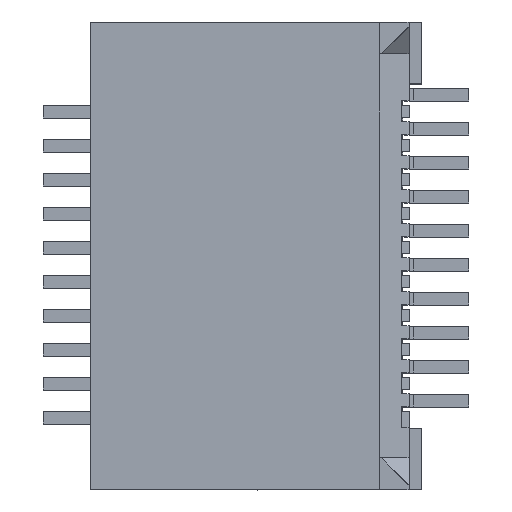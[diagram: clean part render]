
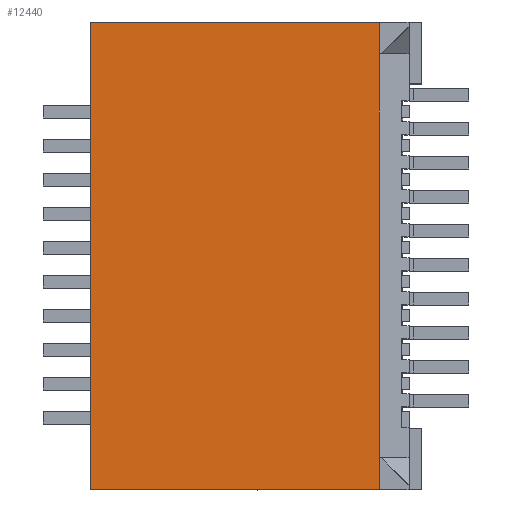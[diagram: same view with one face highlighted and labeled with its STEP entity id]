
A CAD part, top view. The second image highlights one B-rep face of the part: STEP entity #12440.
In plain terms, the highlighted planar face has unit normal (0, 0, 1).
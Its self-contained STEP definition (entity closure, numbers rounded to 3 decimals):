
#1988 = PLANE('',#1989);
#1989 = AXIS2_PLACEMENT_3D('',#1990,#1991,#1992);
#1990 = CARTESIAN_POINT('',(-3.9,5.5,0.1));
#1991 = DIRECTION('',(0.,1.,0.));
#1992 = DIRECTION('',(-1.,0.,0.));
#2016 = PLANE('',#2017);
#2017 = AXIS2_PLACEMENT_3D('',#2018,#2019,#2020);
#2018 = CARTESIAN_POINT('',(-3.9,5.5,5.4));
#2019 = DIRECTION('',(1.,0.,0.));
#2020 = DIRECTION('',(0.,0.,-1.));
#3594 = PLANE('',#3595);
#3595 = AXIS2_PLACEMENT_3D('',#3596,#3597,#3598);
#3596 = CARTESIAN_POINT('',(-3.9,-5.5,0.1));
#3597 = DIRECTION('',(0.,1.,0.));
#3598 = DIRECTION('',(-1.,0.,0.));
#4472 = VERTEX_POINT('',#4473);
#4473 = CARTESIAN_POINT('',(-3.9,5.5,5.4));
#4494 = EDGE_CURVE('',#4495,#4472,#4497,.T.);
#4495 = VERTEX_POINT('',#4496);
#4496 = CARTESIAN_POINT('',(2.9,5.5,5.4));
#4497 = SURFACE_CURVE('',#4498,(#4502,#4509),.PCURVE_S1.);
#4498 = LINE('',#4499,#4500);
#4499 = CARTESIAN_POINT('',(2.9,5.5,5.4));
#4500 = VECTOR('',#4501,1.);
#4501 = DIRECTION('',(-1.,0.,0.));
#4502 = PCURVE('',#1988,#4503);
#4503 = DEFINITIONAL_REPRESENTATION('',(#4504),#4508);
#4504 = LINE('',#4505,#4506);
#4505 = CARTESIAN_POINT('',(-6.8,5.3));
#4506 = VECTOR('',#4507,1.);
#4507 = DIRECTION('',(1.,0.));
#4508 = ( GEOMETRIC_REPRESENTATION_CONTEXT(2) 
PARAMETRIC_REPRESENTATION_CONTEXT() REPRESENTATION_CONTEXT('2D SPACE',''
  ) );
#4509 = PCURVE('',#4510,#4515);
#4510 = PLANE('',#4511);
#4511 = AXIS2_PLACEMENT_3D('',#4512,#4513,#4514);
#4512 = CARTESIAN_POINT('',(2.9,5.5,5.4));
#4513 = DIRECTION('',(0.,0.,-1.));
#4514 = DIRECTION('',(-1.,0.,0.));
#4515 = DEFINITIONAL_REPRESENTATION('',(#4516),#4520);
#4516 = LINE('',#4517,#4518);
#4517 = CARTESIAN_POINT('',(0.,0.));
#4518 = VECTOR('',#4519,1.);
#4519 = DIRECTION('',(1.,0.));
#4520 = ( GEOMETRIC_REPRESENTATION_CONTEXT(2) 
PARAMETRIC_REPRESENTATION_CONTEXT() REPRESENTATION_CONTEXT('2D SPACE',''
  ) );
#4538 = PLANE('',#4539);
#4539 = AXIS2_PLACEMENT_3D('',#4540,#4541,#4542);
#4540 = CARTESIAN_POINT('',(2.9,4.75,3.95));
#4541 = DIRECTION('',(1.,0.,0.));
#4542 = DIRECTION('',(0.,0.,1.));
#4659 = EDGE_CURVE('',#4472,#4660,#4662,.T.);
#4660 = VERTEX_POINT('',#4661);
#4661 = CARTESIAN_POINT('',(-3.9,-5.5,5.4));
#4662 = SURFACE_CURVE('',#4663,(#4667,#4674),.PCURVE_S1.);
#4663 = LINE('',#4664,#4665);
#4664 = CARTESIAN_POINT('',(-3.9,5.5,5.4));
#4665 = VECTOR('',#4666,1.);
#4666 = DIRECTION('',(0.,-1.,0.));
#4667 = PCURVE('',#2016,#4668);
#4668 = DEFINITIONAL_REPRESENTATION('',(#4669),#4673);
#4669 = LINE('',#4670,#4671);
#4670 = CARTESIAN_POINT('',(0.,0.));
#4671 = VECTOR('',#4672,1.);
#4672 = DIRECTION('',(0.,-1.));
#4673 = ( GEOMETRIC_REPRESENTATION_CONTEXT(2) 
PARAMETRIC_REPRESENTATION_CONTEXT() REPRESENTATION_CONTEXT('2D SPACE',''
  ) );
#4674 = PCURVE('',#4510,#4675);
#4675 = DEFINITIONAL_REPRESENTATION('',(#4676),#4680);
#4676 = LINE('',#4677,#4678);
#4677 = CARTESIAN_POINT('',(6.8,0.));
#4678 = VECTOR('',#4679,1.);
#4679 = DIRECTION('',(0.,-1.));
#4680 = ( GEOMETRIC_REPRESENTATION_CONTEXT(2) 
PARAMETRIC_REPRESENTATION_CONTEXT() REPRESENTATION_CONTEXT('2D SPACE',''
  ) );
#8220 = EDGE_CURVE('',#8221,#4660,#8223,.T.);
#8221 = VERTEX_POINT('',#8222);
#8222 = CARTESIAN_POINT('',(2.9,-5.5,5.4));
#8223 = SURFACE_CURVE('',#8224,(#8228,#8235),.PCURVE_S1.);
#8224 = LINE('',#8225,#8226);
#8225 = CARTESIAN_POINT('',(2.9,-5.5,5.4));
#8226 = VECTOR('',#8227,1.);
#8227 = DIRECTION('',(-1.,0.,0.));
#8228 = PCURVE('',#3594,#8229);
#8229 = DEFINITIONAL_REPRESENTATION('',(#8230),#8234);
#8230 = LINE('',#8231,#8232);
#8231 = CARTESIAN_POINT('',(-6.8,5.3));
#8232 = VECTOR('',#8233,1.);
#8233 = DIRECTION('',(1.,0.));
#8234 = ( GEOMETRIC_REPRESENTATION_CONTEXT(2) 
PARAMETRIC_REPRESENTATION_CONTEXT() REPRESENTATION_CONTEXT('2D SPACE',''
  ) );
#8235 = PCURVE('',#4510,#8236);
#8236 = DEFINITIONAL_REPRESENTATION('',(#8237),#8241);
#8237 = LINE('',#8238,#8239);
#8238 = CARTESIAN_POINT('',(0.,-11.));
#8239 = VECTOR('',#8240,1.);
#8240 = DIRECTION('',(1.,0.));
#8241 = ( GEOMETRIC_REPRESENTATION_CONTEXT(2) 
PARAMETRIC_REPRESENTATION_CONTEXT() REPRESENTATION_CONTEXT('2D SPACE',''
  ) );
#8259 = PLANE('',#8260);
#8260 = AXIS2_PLACEMENT_3D('',#8261,#8262,#8263);
#8261 = CARTESIAN_POINT('',(2.9,-5.5,3.95));
#8262 = DIRECTION('',(1.,0.,0.));
#8263 = DIRECTION('',(0.,0.,1.));
#12391 = VERTEX_POINT('',#12392);
#12392 = CARTESIAN_POINT('',(2.9,4.75,5.4));
#12420 = EDGE_CURVE('',#4495,#12391,#12421,.T.);
#12421 = SURFACE_CURVE('',#12422,(#12426,#12433),.PCURVE_S1.);
#12422 = LINE('',#12423,#12424);
#12423 = CARTESIAN_POINT('',(2.9,5.5,5.4));
#12424 = VECTOR('',#12425,1.);
#12425 = DIRECTION('',(0.,-1.,0.));
#12426 = PCURVE('',#4538,#12427);
#12427 = DEFINITIONAL_REPRESENTATION('',(#12428),#12432);
#12428 = LINE('',#12429,#12430);
#12429 = CARTESIAN_POINT('',(1.45,-0.75));
#12430 = VECTOR('',#12431,1.);
#12431 = DIRECTION('',(0.,1.));
#12432 = ( GEOMETRIC_REPRESENTATION_CONTEXT(2) 
PARAMETRIC_REPRESENTATION_CONTEXT() REPRESENTATION_CONTEXT('2D SPACE',''
  ) );
#12433 = PCURVE('',#4510,#12434);
#12434 = DEFINITIONAL_REPRESENTATION('',(#12435),#12439);
#12435 = LINE('',#12436,#12437);
#12436 = CARTESIAN_POINT('',(0.,0.));
#12437 = VECTOR('',#12438,1.);
#12438 = DIRECTION('',(0.,-1.));
#12439 = ( GEOMETRIC_REPRESENTATION_CONTEXT(2) 
PARAMETRIC_REPRESENTATION_CONTEXT() REPRESENTATION_CONTEXT('2D SPACE',''
  ) );
#12440 = ADVANCED_FACE('',(#12441),#4510,.F.);
#12441 = FACE_BOUND('',#12442,.F.);
#12442 = EDGE_LOOP('',(#12443,#12444,#12472,#12493,#12494,#12495));
#12443 = ORIENTED_EDGE('',*,*,#12420,.T.);
#12444 = ORIENTED_EDGE('',*,*,#12445,.T.);
#12445 = EDGE_CURVE('',#12391,#12446,#12448,.T.);
#12446 = VERTEX_POINT('',#12447);
#12447 = CARTESIAN_POINT('',(2.9,-4.75,5.4));
#12448 = SURFACE_CURVE('',#12449,(#12453,#12460),.PCURVE_S1.);
#12449 = LINE('',#12450,#12451);
#12450 = CARTESIAN_POINT('',(2.9,5.5,5.4));
#12451 = VECTOR('',#12452,1.);
#12452 = DIRECTION('',(0.,-1.,0.));
#12453 = PCURVE('',#4510,#12454);
#12454 = DEFINITIONAL_REPRESENTATION('',(#12455),#12459);
#12455 = LINE('',#12456,#12457);
#12456 = CARTESIAN_POINT('',(0.,0.));
#12457 = VECTOR('',#12458,1.);
#12458 = DIRECTION('',(0.,-1.));
#12459 = ( GEOMETRIC_REPRESENTATION_CONTEXT(2) 
PARAMETRIC_REPRESENTATION_CONTEXT() REPRESENTATION_CONTEXT('2D SPACE',''
  ) );
#12460 = PCURVE('',#12461,#12466);
#12461 = PLANE('',#12462);
#12462 = AXIS2_PLACEMENT_3D('',#12463,#12464,#12465);
#12463 = CARTESIAN_POINT('',(3.6,5.5,4.775));
#12464 = DIRECTION('',(-0.666,0.,
    -0.746));
#12465 = DIRECTION('',(-0.746,0.,0.666)
  );
#12466 = DEFINITIONAL_REPRESENTATION('',(#12467),#12471);
#12467 = LINE('',#12468,#12469);
#12468 = CARTESIAN_POINT('',(0.938,0.));
#12469 = VECTOR('',#12470,1.);
#12470 = DIRECTION('',(0.,-1.));
#12471 = ( GEOMETRIC_REPRESENTATION_CONTEXT(2) 
PARAMETRIC_REPRESENTATION_CONTEXT() REPRESENTATION_CONTEXT('2D SPACE',''
  ) );
#12472 = ORIENTED_EDGE('',*,*,#12473,.T.);
#12473 = EDGE_CURVE('',#12446,#8221,#12474,.T.);
#12474 = SURFACE_CURVE('',#12475,(#12479,#12486),.PCURVE_S1.);
#12475 = LINE('',#12476,#12477);
#12476 = CARTESIAN_POINT('',(2.9,5.5,5.4));
#12477 = VECTOR('',#12478,1.);
#12478 = DIRECTION('',(0.,-1.,0.));
#12479 = PCURVE('',#4510,#12480);
#12480 = DEFINITIONAL_REPRESENTATION('',(#12481),#12485);
#12481 = LINE('',#12482,#12483);
#12482 = CARTESIAN_POINT('',(0.,0.));
#12483 = VECTOR('',#12484,1.);
#12484 = DIRECTION('',(0.,-1.));
#12485 = ( GEOMETRIC_REPRESENTATION_CONTEXT(2) 
PARAMETRIC_REPRESENTATION_CONTEXT() REPRESENTATION_CONTEXT('2D SPACE',''
  ) );
#12486 = PCURVE('',#8259,#12487);
#12487 = DEFINITIONAL_REPRESENTATION('',(#12488),#12492);
#12488 = LINE('',#12489,#12490);
#12489 = CARTESIAN_POINT('',(1.45,-11.));
#12490 = VECTOR('',#12491,1.);
#12491 = DIRECTION('',(0.,1.));
#12492 = ( GEOMETRIC_REPRESENTATION_CONTEXT(2) 
PARAMETRIC_REPRESENTATION_CONTEXT() REPRESENTATION_CONTEXT('2D SPACE',''
  ) );
#12493 = ORIENTED_EDGE('',*,*,#8220,.T.);
#12494 = ORIENTED_EDGE('',*,*,#4659,.F.);
#12495 = ORIENTED_EDGE('',*,*,#4494,.F.);
